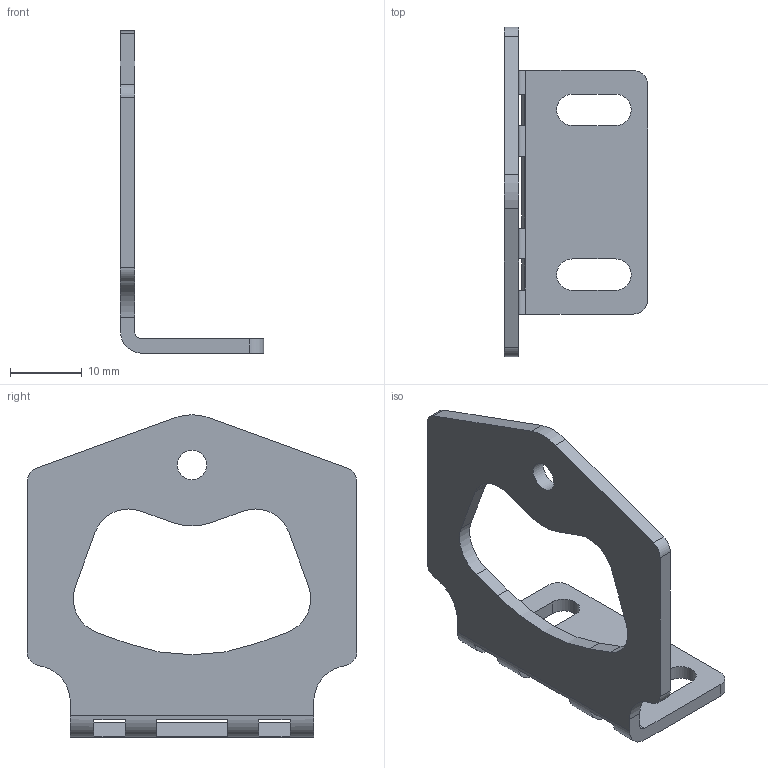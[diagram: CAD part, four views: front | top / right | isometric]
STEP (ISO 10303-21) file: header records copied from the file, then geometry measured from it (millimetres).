
FILE_DESCRIPTION(/* description */ (''),/* implementation_level */ '2;1');
FILE_NAME(/* name */ '03341791-01_01.stp',/* time_stamp */ '2025-12-10T11:26:57+04:00',/* author */ (''),/* organization */ (''),/* preprocessor_version */ 'ST-DEVELOPER v20',/* originating_system */ 'SIEMENS PLM Software NX2312.8103',/* authorisation */ '');
FILE_SCHEMA (('AUTOMOTIVE_DESIGN { 1 0 10303 214 3 1 1 1 }'));
Length unit declared in the file: millimetre
Products named in the file (1): 03341791-01_01
Bounding box: 20 x 46 x 45 mm (x, y, z)
Volume: 3369.7 mm3; surface area: 4172.3 mm2
Topology: 1 solids, 1 shells, 55 faces, 159 edges, 106 vertices
Faces by surface type: plane 33, cylinder 22
Full cylindrical faces by diameter (mm): 4.1 x1
Entity records: 1876 total; most frequent: DIRECTION 326, CARTESIAN_POINT 320, ORIENTED_EDGE 316, EDGE_CURVE 158, AXIS2_PLACEMENT_3D 112, VERTEX_POINT 106, LINE 102, VECTOR 102
